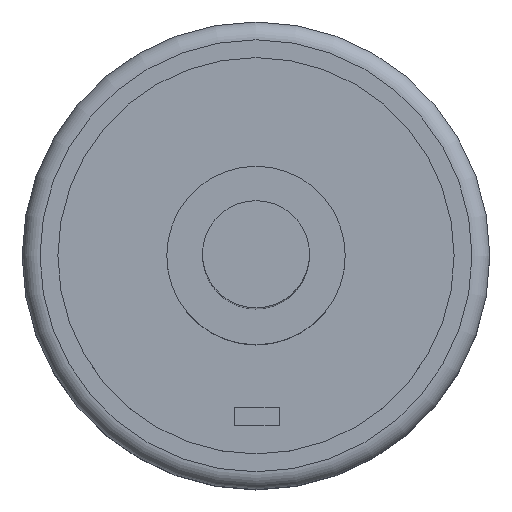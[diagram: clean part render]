
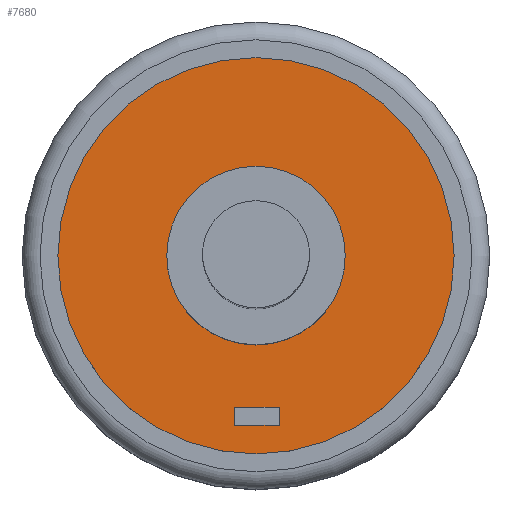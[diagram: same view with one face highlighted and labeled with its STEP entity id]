
A CAD part, top view. The second image highlights one B-rep face of the part: STEP entity #7680.
In plain terms, the highlighted planar face has unit normal (0, 0, 1).
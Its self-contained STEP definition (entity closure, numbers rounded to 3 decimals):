
#7596 = EDGE_CURVE('',#7597,#7597,#7599,.T.);
#7597 = VERTEX_POINT('',#7598);
#7598 = CARTESIAN_POINT('',(11.1,0.,1.));
#7599 = SURFACE_CURVE('',#7600,(#7605,#7617),.PCURVE_S1.);
#7600 = CIRCLE('',#7601,11.1);
#7601 = AXIS2_PLACEMENT_3D('',#7602,#7603,#7604);
#7602 = CARTESIAN_POINT('',(0.,0.,1.));
#7603 = DIRECTION('',(0.,0.,1.));
#7604 = DIRECTION('',(1.,0.,0.));
#7605 = PCURVE('',#7606,#7611);
#7606 = CYLINDRICAL_SURFACE('',#7607,11.1);
#7607 = AXIS2_PLACEMENT_3D('',#7608,#7609,#7610);
#7608 = CARTESIAN_POINT('',(0.,0.,0.));
#7609 = DIRECTION('',(0.,0.,1.));
#7610 = DIRECTION('',(1.,0.,0.));
#7611 = DEFINITIONAL_REPRESENTATION('',(#7612),#7616);
#7612 = LINE('',#7613,#7614);
#7613 = CARTESIAN_POINT('',(0.,1.));
#7614 = VECTOR('',#7615,1.);
#7615 = DIRECTION('',(1.,0.));
#7616 = ( GEOMETRIC_REPRESENTATION_CONTEXT(2) 
PARAMETRIC_REPRESENTATION_CONTEXT() REPRESENTATION_CONTEXT('2D SPACE',''
  ) );
#7617 = PCURVE('',#7618,#7623);
#7618 = PLANE('',#7619);
#7619 = AXIS2_PLACEMENT_3D('',#7620,#7621,#7622);
#7620 = CARTESIAN_POINT('',(0.,0.,1.));
#7621 = DIRECTION('',(0.,0.,1.));
#7622 = DIRECTION('',(1.,0.,0.));
#7623 = DEFINITIONAL_REPRESENTATION('',(#7624),#7628);
#7624 = CIRCLE('',#7625,11.1);
#7625 = AXIS2_PLACEMENT_2D('',#7626,#7627);
#7626 = CARTESIAN_POINT('',(0.,0.));
#7627 = DIRECTION('',(1.,0.));
#7628 = ( GEOMETRIC_REPRESENTATION_CONTEXT(2) 
PARAMETRIC_REPRESENTATION_CONTEXT() REPRESENTATION_CONTEXT('2D SPACE',''
  ) );
#7680 = ADVANCED_FACE('',(#7681),#7618,.T.);
#7681 = FACE_BOUND('',#7682,.T.);
#7682 = EDGE_LOOP('',(#7683));
#7683 = ORIENTED_EDGE('',*,*,#7596,.T.);
